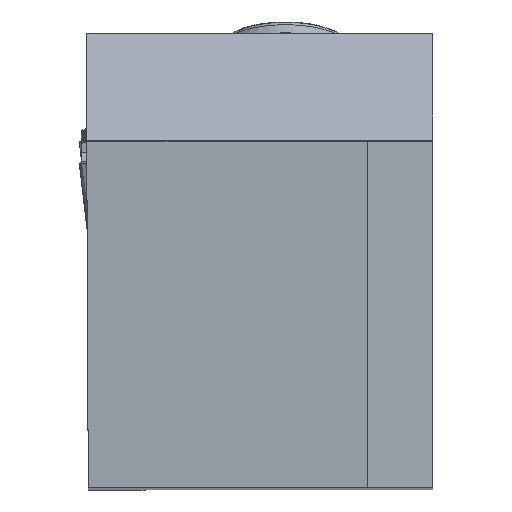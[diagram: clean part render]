
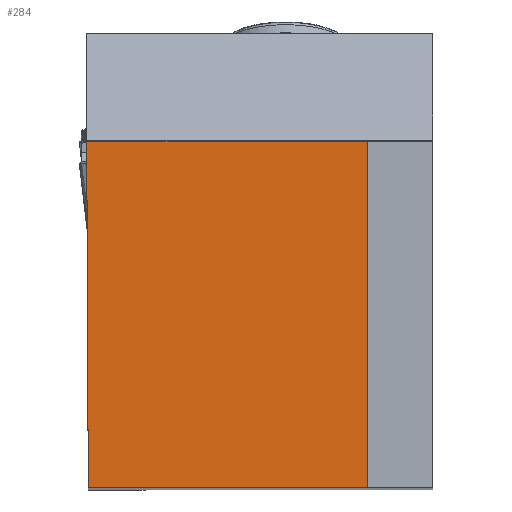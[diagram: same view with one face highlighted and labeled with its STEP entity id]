
A CAD part, top view. The second image highlights one B-rep face of the part: STEP entity #284.
In plain terms, the highlighted planar face has unit normal (0, 0, 1).
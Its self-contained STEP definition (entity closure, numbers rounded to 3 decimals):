
#284=ADVANCED_FACE('BLANK_BOXF006',(#431),#377,.T.);
#377=PLANE('',#1954);
#431=FACE_OUTER_BOUND('',#525,.T.);
#525=EDGE_LOOP('',(#710,#711,#712,#713));
#710=ORIENTED_EDGE('',*,*,#1329,.T.);
#711=ORIENTED_EDGE('',*,*,#1380,.T.);
#712=ORIENTED_EDGE('',*,*,#1381,.F.);
#713=ORIENTED_EDGE('',*,*,#1364,.F.);
#1154=VERTEX_POINT('',#2613);
#1155=VERTEX_POINT('',#2615);
#1182=VERTEX_POINT('',#2714);
#1190=VERTEX_POINT('',#2763);
#1329=EDGE_CURVE('',#1155,#1154,#1585,.T.);
#1364=EDGE_CURVE('',#1155,#1182,#1612,.T.);
#1380=EDGE_CURVE('',#1154,#1190,#1621,.T.);
#1381=EDGE_CURVE('',#1182,#1190,#1622,.T.);
#1585=LINE('',#2614,#1728);
#1612=LINE('',#2713,#1755);
#1621=LINE('',#2762,#1764);
#1622=LINE('',#2764,#1765);
#1728=VECTOR('',#2131,1.);
#1755=VECTOR('',#2174,1.);
#1764=VECTOR('',#2205,1.);
#1765=VECTOR('',#2206,1.);
#1954=AXIS2_PLACEMENT_3D('',#2765,#2207,#2208);
#2131=DIRECTION('',(1.,0.,0.));
#2174=DIRECTION('',(-0.004,1.,0.));
#2205=DIRECTION('',(0.,1.,0.));
#2206=DIRECTION('',(1.,0.,0.));
#2207=DIRECTION('',(0.,0.,1.));
#2208=DIRECTION('',(0.,1.,0.));
#2613=CARTESIAN_POINT('',(-2.974,0.,0.));
#2614=CARTESIAN_POINT('',(22.,0.,0.));
#2615=CARTESIAN_POINT('',(-15.731,0.,0.));
#2713=CARTESIAN_POINT('',(-15.825,21.635,0.));
#2714=CARTESIAN_POINT('',(-15.8,15.8,0.));
#2762=CARTESIAN_POINT('',(-2.974,15.8,0.));
#2763=CARTESIAN_POINT('',(-2.974,15.8,0.));
#2764=CARTESIAN_POINT('',(22.,15.8,0.));
#2765=CARTESIAN_POINT('',(22.,21.8,0.));
